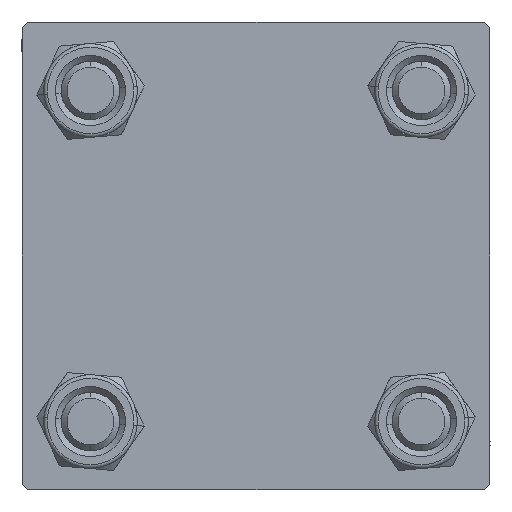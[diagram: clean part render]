
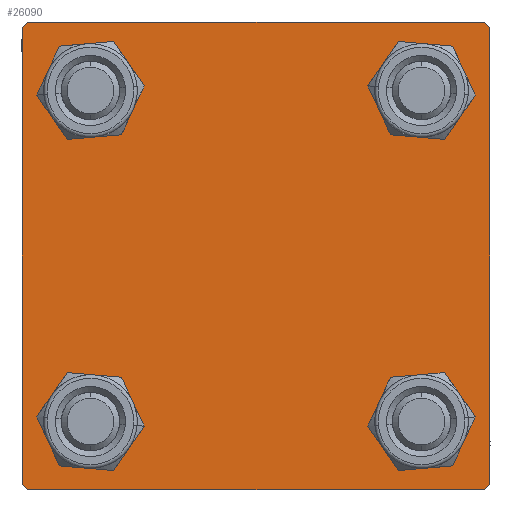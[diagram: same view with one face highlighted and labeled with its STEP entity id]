
A CAD part, left-side view. The second image highlights one B-rep face of the part: STEP entity #26090.
In plain terms, the highlighted planar face has unit normal (-1, 0, 0).
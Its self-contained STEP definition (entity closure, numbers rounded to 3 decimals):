
#411 = AXIS2_PLACEMENT_3D ( 'NONE', #51893, #56459, #47306 ) ;
#654 = VECTOR ( 'NONE', #42978, 1000. ) ;
#711 = CARTESIAN_POINT ( 'NONE',  ( 0., 19.5, -20. ) ) ;
#812 = EDGE_LOOP ( 'NONE', ( #7277, #39779 ) ) ;
#869 = CARTESIAN_POINT ( 'NONE',  ( 0., 14.15, 14.15 ) ) ;
#1004 = EDGE_CURVE ( 'NONE', #49745, #28415, #50628, .T. ) ;
#1192 = VECTOR ( 'NONE', #44678, 1000. ) ;
#1265 = ORIENTED_EDGE ( 'NONE', *, *, #4506, .T. ) ;
#1394 = AXIS2_PLACEMENT_3D ( 'NONE', #869, #26675, #31268 ) ;
#1519 = DIRECTION ( 'NONE',  ( 0., -0.707, 0.707 ) ) ;
#2431 = EDGE_CURVE ( 'NONE', #28089, #45421, #31694, .T. ) ;
#3030 = ORIENTED_EDGE ( 'NONE', *, *, #54554, .T. ) ;
#3447 = FACE_OUTER_BOUND ( 'NONE', #18750, .T. ) ;
#3644 = DIRECTION ( 'NONE',  ( 1., 0., 0. ) ) ;
#3988 = CIRCLE ( 'NONE', #14038, 3. ) ;
#4446 = VERTEX_POINT ( 'NONE', #6186 ) ;
#4506 = EDGE_CURVE ( 'NONE', #29128, #47571, #12946, .T. ) ;
#4508 = ORIENTED_EDGE ( 'NONE', *, *, #27349, .T. ) ;
#4637 = VECTOR ( 'NONE', #15849, 1000. ) ;
#4686 = DIRECTION ( 'NONE',  ( 1., 0., 0. ) ) ;
#4735 = CARTESIAN_POINT ( 'NONE',  ( 0., -19.5, -20. ) ) ;
#5412 = CARTESIAN_POINT ( 'NONE',  ( 0., 19.75, 19.75 ) ) ;
#5430 = CARTESIAN_POINT ( 'NONE',  ( 0., -19.5, 20. ) ) ;
#6186 = CARTESIAN_POINT ( 'NONE',  ( 0., 19.5, 20. ) ) ;
#6698 = ORIENTED_EDGE ( 'NONE', *, *, #42332, .T. ) ;
#7262 = VERTEX_POINT ( 'NONE', #4735 ) ;
#7267 = VERTEX_POINT ( 'NONE', #38862 ) ;
#7277 = ORIENTED_EDGE ( 'NONE', *, *, #17217, .T. ) ;
#7674 = VERTEX_POINT ( 'NONE', #49960 ) ;
#7888 = EDGE_LOOP ( 'NONE', ( #53905, #1265 ) ) ;
#8285 = CARTESIAN_POINT ( 'NONE',  ( 0., 20., -20. ) ) ;
#9487 = EDGE_CURVE ( 'NONE', #28089, #39653, #55709, .T. ) ;
#9634 = VERTEX_POINT ( 'NONE', #15525 ) ;
#10370 = ORIENTED_EDGE ( 'NONE', *, *, #9487, .F. ) ;
#10742 = VECTOR ( 'NONE', #1519, 1000. ) ;
#10940 = DIRECTION ( 'NONE',  ( 0., -1., 0. ) ) ;
#11500 = CARTESIAN_POINT ( 'NONE',  ( 0., -14.15, -14.15 ) ) ;
#11586 = LINE ( 'NONE', #54607, #45344 ) ;
#12629 = ORIENTED_EDGE ( 'NONE', *, *, #20460, .F. ) ;
#12946 = CIRCLE ( 'NONE', #44985, 3. ) ;
#14038 = AXIS2_PLACEMENT_3D ( 'NONE', #24012, #41502, #33186 ) ;
#15073 = VECTOR ( 'NONE', #49186, 1000. ) ;
#15525 = CARTESIAN_POINT ( 'NONE',  ( 0., 20., 19.5 ) ) ;
#15849 = DIRECTION ( 'NONE',  ( 0., -0.707, -0.707 ) ) ;
#16051 = CARTESIAN_POINT ( 'NONE',  ( 0., 14.15, 14.15 ) ) ;
#16422 = DIRECTION ( 'NONE',  ( 0., 0., -1. ) ) ;
#16896 = FACE_BOUND ( 'NONE', #28344, .T. ) ;
#16902 = EDGE_CURVE ( 'NONE', #7267, #36343, #3988, .T. ) ;
#17217 = EDGE_CURVE ( 'NONE', #36343, #7267, #33289, .T. ) ;
#17926 = ORIENTED_EDGE ( 'NONE', *, *, #32802, .T. ) ;
#18750 = EDGE_LOOP ( 'NONE', ( #4508, #32372, #37681, #32744, #10370, #22397, #12629, #6698 ) ) ;
#19814 = CARTESIAN_POINT ( 'NONE',  ( 0., 20., 20. ) ) ;
#20460 = EDGE_CURVE ( 'NONE', #4446, #45421, #41891, .T. ) ;
#22094 = DIRECTION ( 'NONE',  ( 0., 0., 1. ) ) ;
#22158 = CARTESIAN_POINT ( 'NONE',  ( 0., -14.15, -14.15 ) ) ;
#22397 = ORIENTED_EDGE ( 'NONE', *, *, #2431, .T. ) ;
#22676 = CARTESIAN_POINT ( 'NONE',  ( 0., -14.15, 17.15 ) ) ;
#23345 = CARTESIAN_POINT ( 'NONE',  ( 0., -20., 19.5 ) ) ;
#24004 = DIRECTION ( 'NONE',  ( 0., 0., 1. ) ) ;
#24012 = CARTESIAN_POINT ( 'NONE',  ( 0., 14.15, -14.15 ) ) ;
#24586 = CARTESIAN_POINT ( 'NONE',  ( 0., -14.15, 14.15 ) ) ;
#24587 = ORIENTED_EDGE ( 'NONE', *, *, #38062, .T. ) ;
#24907 = CARTESIAN_POINT ( 'NONE',  ( 0., -14.15, -17.15 ) ) ;
#25015 = CARTESIAN_POINT ( 'NONE',  ( 0., -20., -19.5 ) ) ;
#25044 = DIRECTION ( 'NONE',  ( 0., 0., -1. ) ) ;
#25065 = AXIS2_PLACEMENT_3D ( 'NONE', #11500, #54516, #49930 ) ;
#25575 = DIRECTION ( 'NONE',  ( 1., 0., 0. ) ) ;
#25592 = CARTESIAN_POINT ( 'NONE',  ( 0., -20., 20. ) ) ;
#26058 = DIRECTION ( 'NONE',  ( 1., 0., 0. ) ) ;
#26090 = ADVANCED_FACE ( 'NONE', ( #48142, #42707, #52443, #16896, #3447 ), #30368, .T. ) ;
#26116 = CIRCLE ( 'NONE', #1394, 3. ) ;
#26134 = CARTESIAN_POINT ( 'NONE',  ( 0., 14.15, -14.15 ) ) ;
#26675 = DIRECTION ( 'NONE',  ( 1., 0., 0. ) ) ;
#27296 = VERTEX_POINT ( 'NONE', #711 ) ;
#27349 = EDGE_CURVE ( 'NONE', #9634, #7674, #11586, .T. ) ;
#28089 = VERTEX_POINT ( 'NONE', #23345 ) ;
#28344 = EDGE_LOOP ( 'NONE', ( #3030, #43167 ) ) ;
#28415 = VERTEX_POINT ( 'NONE', #44494 ) ;
#28892 = DIRECTION ( 'NONE',  ( 0., 0., 1. ) ) ;
#29128 = VERTEX_POINT ( 'NONE', #24907 ) ;
#30368 = PLANE ( 'NONE',  #411 ) ;
#31118 = CARTESIAN_POINT ( 'NONE',  ( 0., 14.15, -11.15 ) ) ;
#31192 = CARTESIAN_POINT ( 'NONE',  ( 0., -14.15, -11.15 ) ) ;
#31268 = DIRECTION ( 'NONE',  ( 0., 0., 1. ) ) ;
#31694 = LINE ( 'NONE', #44580, #15073 ) ;
#32354 = LINE ( 'NONE', #5412, #1192 ) ;
#32372 = ORIENTED_EDGE ( 'NONE', *, *, #39659, .T. ) ;
#32744 = ORIENTED_EDGE ( 'NONE', *, *, #32958, .T. ) ;
#32802 = EDGE_CURVE ( 'NONE', #40729, #46038, #46431, .T. ) ;
#32958 = EDGE_CURVE ( 'NONE', #7262, #39653, #37338, .T. ) ;
#33186 = DIRECTION ( 'NONE',  ( 0., 0., 1. ) ) ;
#33217 = AXIS2_PLACEMENT_3D ( 'NONE', #16051, #26058, #38668 ) ;
#33289 = CIRCLE ( 'NONE', #40591, 3. ) ;
#33342 = EDGE_CURVE ( 'NONE', #27296, #7262, #39501, .T. ) ;
#35107 = CIRCLE ( 'NONE', #25065, 3. ) ;
#36343 = VERTEX_POINT ( 'NONE', #31118 ) ;
#37338 = LINE ( 'NONE', #49973, #10742 ) ;
#37681 = ORIENTED_EDGE ( 'NONE', *, *, #33342, .T. ) ;
#38062 = EDGE_CURVE ( 'NONE', #46038, #40729, #44759, .T. ) ;
#38668 = DIRECTION ( 'NONE',  ( 0., 0., 1. ) ) ;
#38831 = CARTESIAN_POINT ( 'NONE',  ( 0., 14.15, 11.15 ) ) ;
#38862 = CARTESIAN_POINT ( 'NONE',  ( 0., 14.15, -17.15 ) ) ;
#39062 = CARTESIAN_POINT ( 'NONE',  ( 0., -14.15, 11.15 ) ) ;
#39501 = LINE ( 'NONE', #8285, #654 ) ;
#39653 = VERTEX_POINT ( 'NONE', #25015 ) ;
#39659 = EDGE_CURVE ( 'NONE', #7674, #27296, #42504, .T. ) ;
#39779 = ORIENTED_EDGE ( 'NONE', *, *, #16902, .T. ) ;
#40591 = AXIS2_PLACEMENT_3D ( 'NONE', #26134, #25575, #22094 ) ;
#40729 = VERTEX_POINT ( 'NONE', #22676 ) ;
#41502 = DIRECTION ( 'NONE',  ( 1., 0., 0. ) ) ;
#41842 = AXIS2_PLACEMENT_3D ( 'NONE', #24586, #54702, #24004 ) ;
#41891 = LINE ( 'NONE', #19814, #53544 ) ;
#42332 = EDGE_CURVE ( 'NONE', #4446, #9634, #32354, .T. ) ;
#42504 = LINE ( 'NONE', #55138, #4637 ) ;
#42707 = FACE_BOUND ( 'NONE', #7888, .T. ) ;
#42978 = DIRECTION ( 'NONE',  ( 0., -1., 0. ) ) ;
#43150 = VECTOR ( 'NONE', #16422, 1000. ) ;
#43167 = ORIENTED_EDGE ( 'NONE', *, *, #1004, .T. ) ;
#44494 = CARTESIAN_POINT ( 'NONE',  ( 0., 14.15, 17.15 ) ) ;
#44580 = CARTESIAN_POINT ( 'NONE',  ( 0., -19.75, 19.75 ) ) ;
#44678 = DIRECTION ( 'NONE',  ( 0., 0.707, -0.707 ) ) ;
#44759 = CIRCLE ( 'NONE', #46596, 3. ) ;
#44800 = DIRECTION ( 'NONE',  ( 0., 0., 1. ) ) ;
#44985 = AXIS2_PLACEMENT_3D ( 'NONE', #22158, #4686, #44800 ) ;
#45344 = VECTOR ( 'NONE', #25044, 1000. ) ;
#45421 = VERTEX_POINT ( 'NONE', #5430 ) ;
#46038 = VERTEX_POINT ( 'NONE', #39062 ) ;
#46431 = CIRCLE ( 'NONE', #41842, 3. ) ;
#46596 = AXIS2_PLACEMENT_3D ( 'NONE', #46929, #3644, #28892 ) ;
#46929 = CARTESIAN_POINT ( 'NONE',  ( 0., -14.15, 14.15 ) ) ;
#47306 = DIRECTION ( 'NONE',  ( 0., 0., 1. ) ) ;
#47475 = EDGE_LOOP ( 'NONE', ( #17926, #24587 ) ) ;
#47571 = VERTEX_POINT ( 'NONE', #31192 ) ;
#48142 = FACE_BOUND ( 'NONE', #47475, .T. ) ;
#49186 = DIRECTION ( 'NONE',  ( 0., 0.707, 0.707 ) ) ;
#49745 = VERTEX_POINT ( 'NONE', #38831 ) ;
#49850 = EDGE_CURVE ( 'NONE', #47571, #29128, #35107, .T. ) ;
#49930 = DIRECTION ( 'NONE',  ( 0., 0., 1. ) ) ;
#49960 = CARTESIAN_POINT ( 'NONE',  ( 0., 20., -19.5 ) ) ;
#49973 = CARTESIAN_POINT ( 'NONE',  ( 0., -19.75, -19.75 ) ) ;
#50628 = CIRCLE ( 'NONE', #33217, 3. ) ;
#51893 = CARTESIAN_POINT ( 'NONE',  ( 0., 0., 0. ) ) ;
#52443 = FACE_BOUND ( 'NONE', #812, .T. ) ;
#53544 = VECTOR ( 'NONE', #10940, 1000. ) ;
#53905 = ORIENTED_EDGE ( 'NONE', *, *, #49850, .T. ) ;
#54516 = DIRECTION ( 'NONE',  ( 1., 0., 0. ) ) ;
#54554 = EDGE_CURVE ( 'NONE', #28415, #49745, #26116, .T. ) ;
#54607 = CARTESIAN_POINT ( 'NONE',  ( 0., 20., 20. ) ) ;
#54702 = DIRECTION ( 'NONE',  ( 1., 0., 0. ) ) ;
#55138 = CARTESIAN_POINT ( 'NONE',  ( 0., 19.75, -19.75 ) ) ;
#55709 = LINE ( 'NONE', #25592, #43150 ) ;
#56459 = DIRECTION ( 'NONE',  ( -1., 0., 0. ) ) ;
